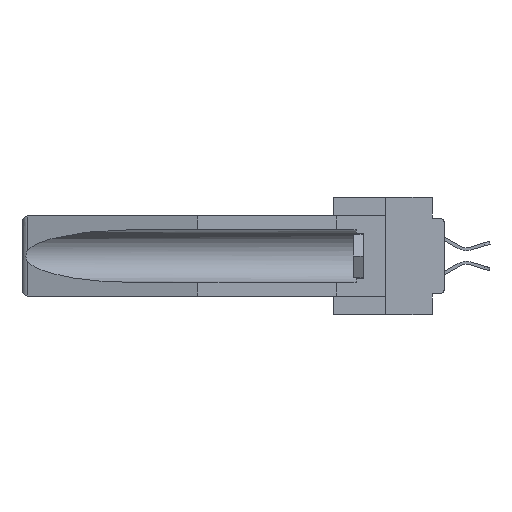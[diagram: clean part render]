
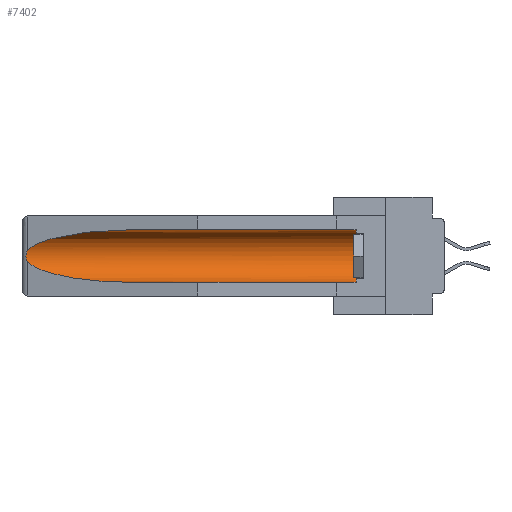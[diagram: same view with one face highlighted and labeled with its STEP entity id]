
A CAD part, left-side view. The second image highlights one B-rep face of the part: STEP entity #7402.
In plain terms, the highlighted cylindrical face has radius 2.857 mm (diameter 5.715 mm), a partial arc.
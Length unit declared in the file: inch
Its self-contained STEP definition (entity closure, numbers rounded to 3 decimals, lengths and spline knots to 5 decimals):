
#1072 = B_SPLINE_CURVE_WITH_KNOTS ( 'NONE', 3,
 ( #25421, #33799, #4080, #9494, #9828, #9157, #22610, #20496, #4409, #14555 ),
 .UNSPECIFIED., .F., .F.,
 ( 4, 2, 2, 2, 4 ),
 ( 0., 0.00029, 0.00058, 0.00087, 0.00117 ),
 .UNSPECIFIED. ) ;
#1706 = ORIENTED_EDGE ( 'NONE', *, *, #17335, .T. ) ;
#2429 = CARTESIAN_POINT ( 'NONE',  ( 0.26537, 1.52718, -0.19328 ) ) ;
#3590 = VECTOR ( 'NONE', #8779, 39.37008 ) ;
#4080 = CARTESIAN_POINT ( 'NONE',  ( 0.26654, 1.53092, -0.15636 ) ) ;
#4119 = VERTEX_POINT ( 'NONE', #27421 ) ;
#4409 = CARTESIAN_POINT ( 'NONE',  ( 0.26597, 1.5296, -0.19026 ) ) ;
#4756 = VERTEX_POINT ( 'NONE', #22465 ) ;
#4785 = CARTESIAN_POINT ( 'NONE',  ( 0.155, -0.30754, -0.284 ) ) ;
#5425 = CARTESIAN_POINT ( 'NONE',  ( 0.155, 1.07973, -0.059 ) ) ;
#5508 = ORIENTED_EDGE ( 'NONE', *, *, #30432, .T. ) ;
#6397 = CARTESIAN_POINT ( 'NONE',  ( 0.155, 0.126, -0.1715 ) ) ;
#6706 = ORIENTED_EDGE ( 'NONE', *, *, #19206, .T. ) ;
#7129 = CARTESIAN_POINT ( 'NONE',  ( 0.26537, 1.52718, -0.14972 ) ) ;
#7204 = CARTESIAN_POINT ( 'NONE',  ( 0.155, 1.07973, -0.059 ) ) ;
#7402 = ADVANCED_FACE ( 'NONE', ( #8954 ), #9466, .F. ) ;
#7446 = AXIS2_PLACEMENT_3D ( 'NONE', #6397, #22649, #16709 ) ;
#8779 = DIRECTION ( 'NONE',  ( 0., 1., 0. ) ) ;
#8954 = FACE_OUTER_BOUND ( 'NONE', #30922, .T. ) ;
#9157 = CARTESIAN_POINT ( 'NONE',  ( 0.2675, 1.53308, -0.17534 ) ) ;
#9264 = VECTOR ( 'NONE', #9858, 39.37008 ) ;
#9466 = CYLINDRICAL_SURFACE ( 'NONE', #33682, 0.1125 ) ;
#9494 = CARTESIAN_POINT ( 'NONE',  ( 0.2673, 1.5327, -0.16383 ) ) ;
#9828 = CARTESIAN_POINT ( 'NONE',  ( 0.2675, 1.53308, -0.16763 ) ) ;
#9858 = DIRECTION ( 'NONE',  ( 0., 1., 0. ) ) ;
#11396 = LINE ( 'NONE', #22576, #3590 ) ;
#11908 = DIRECTION ( 'NONE',  ( 0., 1., 0. ) ) ;
#12453 = CARTESIAN_POINT ( 'NONE',  ( 0.25451, 1.48313, -0.09465 ) ) ;
#13969 = CARTESIAN_POINT ( 'NONE',  ( 0.155, 0.126, -0.059 ) ) ;
#14555 = CARTESIAN_POINT ( 'NONE',  ( 0.26537, 1.52718, -0.19328 ) ) ;
#16240 = ORIENTED_EDGE ( 'NONE', *, *, #19635, .T. ) ;
#16709 = DIRECTION ( 'NONE',  ( 0., 0., 1. ) ) ;
#17335 = EDGE_CURVE ( 'NONE', #29828, #20068, #17482, .T. ) ;
#17482 = CIRCLE ( 'NONE', #7446, 0.1125 ) ;
#19206 = EDGE_CURVE ( 'NONE', #25695, #33127, #34148, .T. ) ;
#19635 = EDGE_CURVE ( 'NONE', #20068, #25695, #11396, .T. ) ;
#20068 = VERTEX_POINT ( 'NONE', #13969 ) ;
#20496 = CARTESIAN_POINT ( 'NONE',  ( 0.26655, 1.53094, -0.18657 ) ) ;
#20959 = CARTESIAN_POINT ( 'NONE',  ( 0.155, 0.126, -0.284 ) ) ;
#21131 = CARTESIAN_POINT ( 'NONE',  ( 0.21114, 1.30732, -0.284 ) ) ;
#22465 = CARTESIAN_POINT ( 'NONE',  ( 0.155, 1.07973, -0.284 ) ) ;
#22576 = CARTESIAN_POINT ( 'NONE',  ( 0.155, -0.30754, -0.059 ) ) ;
#22610 = CARTESIAN_POINT ( 'NONE',  ( 0.2673, 1.53269, -0.17917 ) ) ;
#22649 = DIRECTION ( 'NONE',  ( 0., -1., 0. ) ) ;
#23151 = LINE ( 'NONE', #4785, #9264 ) ;
#23406 =( BOUNDED_CURVE ( )  B_SPLINE_CURVE ( 3, ( #2429, #24118, #21131, #31819 ),
 .UNSPECIFIED., .F., .T. ) 
 B_SPLINE_CURVE_WITH_KNOTS ( ( 4, 4 ),
 ( 0.1948, 1.5708 ),
 .UNSPECIFIED. ) 
 CURVE ( )  GEOMETRIC_REPRESENTATION_ITEM ( )  RATIONAL_B_SPLINE_CURVE ( ( 1., 0.848, 0.848, 1. ) ) 
 REPRESENTATION_ITEM ( '' )  );
#23478 = CARTESIAN_POINT ( 'NONE',  ( 0.26537, 1.52718, -0.14972 ) ) ;
#23740 = ORIENTED_EDGE ( 'NONE', *, *, #28205, .F. ) ;
#24118 = CARTESIAN_POINT ( 'NONE',  ( 0.25451, 1.48313, -0.24835 ) ) ;
#24678 = ORIENTED_EDGE ( 'NONE', *, *, #27426, .T. ) ;
#25219 = CARTESIAN_POINT ( 'NONE',  ( 0.155, -0.30754, -0.1715 ) ) ;
#25421 = CARTESIAN_POINT ( 'NONE',  ( 0.26537, 1.52718, -0.14972 ) ) ;
#25695 = VERTEX_POINT ( 'NONE', #5425 ) ;
#27421 = CARTESIAN_POINT ( 'NONE',  ( 0.26537, 1.52718, -0.19328 ) ) ;
#27426 = EDGE_CURVE ( 'NONE', #4119, #4756, #23406, .T. ) ;
#28205 = EDGE_CURVE ( 'NONE', #29828, #4756, #23151, .T. ) ;
#29828 = VERTEX_POINT ( 'NONE', #20959 ) ;
#30432 = EDGE_CURVE ( 'NONE', #33127, #4119, #1072, .T. ) ;
#30922 = EDGE_LOOP ( 'NONE', ( #6706, #5508, #24678, #23740, #1706, #16240 ) ) ;
#31819 = CARTESIAN_POINT ( 'NONE',  ( 0.155, 1.07973, -0.284 ) ) ;
#33127 = VERTEX_POINT ( 'NONE', #7129 ) ;
#33264 = DIRECTION ( 'NONE',  ( 0., 0., 1. ) ) ;
#33682 = AXIS2_PLACEMENT_3D ( 'NONE', #25219, #11908, #33264 ) ;
#33799 = CARTESIAN_POINT ( 'NONE',  ( 0.26597, 1.52961, -0.15275 ) ) ;
#34148 =( BOUNDED_CURVE ( )  B_SPLINE_CURVE ( 3, ( #7204, #34158, #12453, #23478 ),
 .UNSPECIFIED., .F., .T. ) 
 B_SPLINE_CURVE_WITH_KNOTS ( ( 4, 4 ),
 ( 4.71239, 6.08839 ),
 .UNSPECIFIED. ) 
 CURVE ( )  GEOMETRIC_REPRESENTATION_ITEM ( )  RATIONAL_B_SPLINE_CURVE ( ( 1., 0.848, 0.848, 1. ) ) 
 REPRESENTATION_ITEM ( '' )  );
#34158 = CARTESIAN_POINT ( 'NONE',  ( 0.21114, 1.30732, -0.059 ) ) ;
